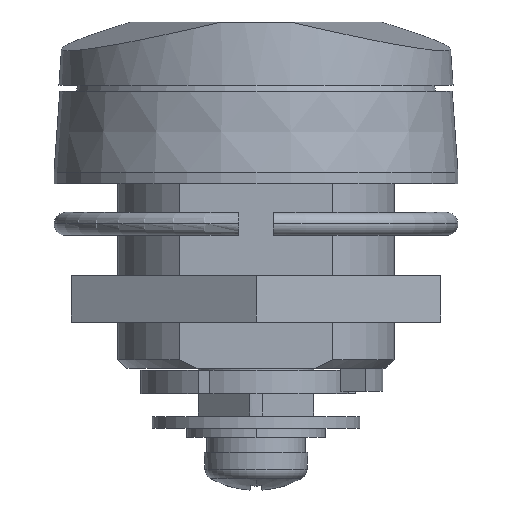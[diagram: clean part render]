
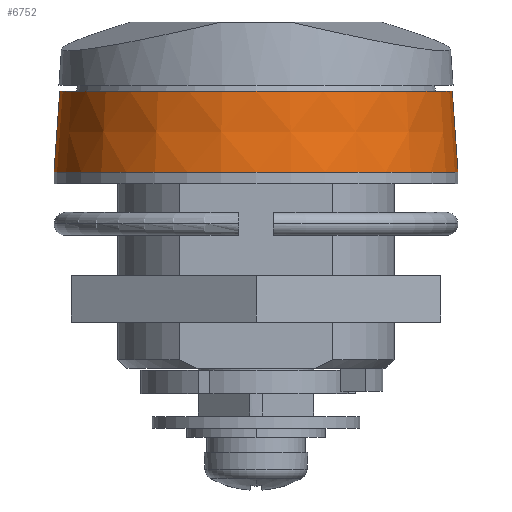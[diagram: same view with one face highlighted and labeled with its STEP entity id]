
A CAD part, front view. The second image highlights one B-rep face of the part: STEP entity #6752.
In plain terms, the highlighted conical face has half-angle 4 degrees and reference radius 17.5 mm.
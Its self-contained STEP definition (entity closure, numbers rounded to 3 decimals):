
#474 = CARTESIAN_POINT ( 'NONE',  ( -17.5, 0., -7.5 ) ) ;
#487 = FACE_OUTER_BOUND ( 'NONE', #2456, .T. ) ;
#530 = DIRECTION ( 'NONE',  ( 0.07, 0., -0.998 ) ) ;
#577 = DIRECTION ( 'NONE',  ( 0., 0., -1. ) ) ;
#742 = ORIENTED_EDGE ( 'NONE', *, *, #5797, .T. ) ;
#978 = ORIENTED_EDGE ( 'NONE', *, *, #6473, .F. ) ;
#988 = CARTESIAN_POINT ( 'NONE',  ( 0., 0., -0.5 ) ) ;
#1515 = DIRECTION ( 'NONE',  ( 0., 0., 1. ) ) ;
#1606 = CARTESIAN_POINT ( 'NONE',  ( -17.011, 0., -0.5 ) ) ;
#1684 = AXIS2_PLACEMENT_3D ( 'NONE', #988, #1515, #4065 ) ;
#1781 = CIRCLE ( 'NONE', #1684, 17.011 ) ;
#1821 = CARTESIAN_POINT ( 'NONE',  ( 17.011, 0., -0.5 ) ) ;
#2104 = EDGE_CURVE ( 'NONE', #4155, #7493, #2218, .T. ) ;
#2218 = CIRCLE ( 'NONE', #5345, 17.5 ) ;
#2456 = EDGE_LOOP ( 'NONE', ( #3547, #978, #742, #4471 ) ) ;
#2457 = EDGE_CURVE ( 'NONE', #5042, #7493, #4048, .T. ) ;
#2905 = CARTESIAN_POINT ( 'NONE',  ( 0., 0., -7.5 ) ) ;
#2956 = LINE ( 'NONE', #6316, #4204 ) ;
#3015 = DIRECTION ( 'NONE',  ( 0., 0., 1. ) ) ;
#3377 = VERTEX_POINT ( 'NONE', #1606 ) ;
#3547 = ORIENTED_EDGE ( 'NONE', *, *, #2457, .F. ) ;
#4048 = LINE ( 'NONE', #4260, #5613 ) ;
#4058 = CARTESIAN_POINT ( 'NONE',  ( 17.5, 0., -7.5 ) ) ;
#4065 = DIRECTION ( 'NONE',  ( 1., 0., 0. ) ) ;
#4155 = VERTEX_POINT ( 'NONE', #474 ) ;
#4204 = VECTOR ( 'NONE', #6969, 1000. ) ;
#4260 = CARTESIAN_POINT ( 'NONE',  ( 17.5, 0., -7.5 ) ) ;
#4471 = ORIENTED_EDGE ( 'NONE', *, *, #2104, .T. ) ;
#4911 = DIRECTION ( 'NONE',  ( -1., 0., 0. ) ) ;
#5042 = VERTEX_POINT ( 'NONE', #1821 ) ;
#5345 = AXIS2_PLACEMENT_3D ( 'NONE', #2905, #3015, #7958 ) ;
#5503 = CARTESIAN_POINT ( 'NONE',  ( 0., 0., -7.5 ) ) ;
#5613 = VECTOR ( 'NONE', #530, 1000. ) ;
#5797 = EDGE_CURVE ( 'NONE', #3377, #4155, #2956, .T. ) ;
#6316 = CARTESIAN_POINT ( 'NONE',  ( -17.5, 0., -7.5 ) ) ;
#6473 = EDGE_CURVE ( 'NONE', #3377, #5042, #1781, .T. ) ;
#6752 = ADVANCED_FACE ( 'NONE', ( #487 ), #7248, .T. ) ;
#6808 = AXIS2_PLACEMENT_3D ( 'NONE', #5503, #577, #4911 ) ;
#6969 = DIRECTION ( 'NONE',  ( -0.07, 0., -0.998 ) ) ;
#7248 = CONICAL_SURFACE ( 'NONE', #6808, 17.5, 0.07 ) ;
#7493 = VERTEX_POINT ( 'NONE', #4058 ) ;
#7958 = DIRECTION ( 'NONE',  ( 1., 0., 0. ) ) ;
